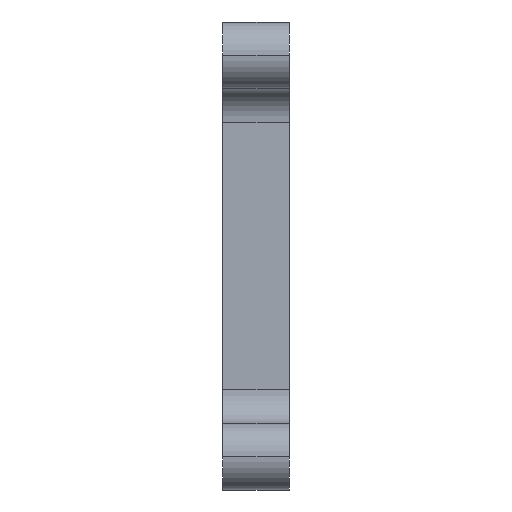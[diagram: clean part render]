
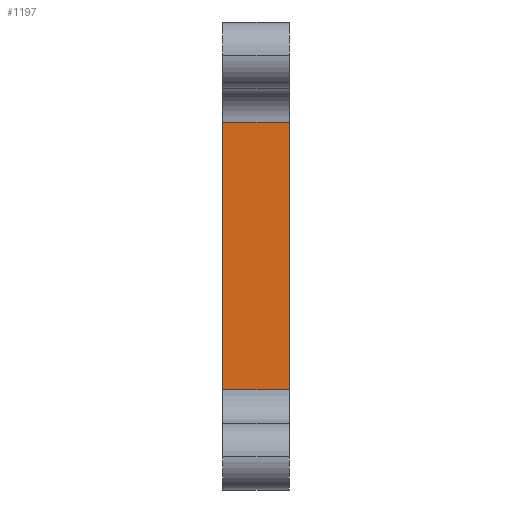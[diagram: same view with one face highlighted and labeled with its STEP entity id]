
A CAD part, left-side view. The second image highlights one B-rep face of the part: STEP entity #1197.
In plain terms, the highlighted planar face has unit normal (-1, 0, 0).
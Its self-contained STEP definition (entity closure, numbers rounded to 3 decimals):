
#28 = CARTESIAN_POINT ( 'NONE',  ( 0., 0., 20. ) ) ;
#29 = EDGE_CURVE ( 'NONE', #1403, #933, #1113, .T. ) ;
#104 = LINE ( 'NONE', #332, #334 ) ;
#118 = VECTOR ( 'NONE', #363, 1000. ) ;
#192 = VECTOR ( 'NONE', #1468, 1000. ) ;
#227 = LINE ( 'NONE', #1101, #331 ) ;
#228 = CARTESIAN_POINT ( 'NONE',  ( 0., 0., -20. ) ) ;
#292 = PLANE ( 'NONE',  #1057 ) ;
#302 = VERTEX_POINT ( 'NONE', #947 ) ;
#331 = VECTOR ( 'NONE', #1111, 1000. ) ;
#332 = CARTESIAN_POINT ( 'NONE',  ( 0., 0., -20. ) ) ;
#334 = VECTOR ( 'NONE', #451, 1000. ) ;
#351 = EDGE_CURVE ( 'NONE', #933, #302, #227, .T. ) ;
#363 = DIRECTION ( 'NONE',  ( 0., 0., 1. ) ) ;
#367 = ORIENTED_EDGE ( 'NONE', *, *, #402, .F. ) ;
#382 = EDGE_LOOP ( 'NONE', ( #473, #1222, #367, #578 ) ) ;
#402 = EDGE_CURVE ( 'NONE', #1495, #302, #1231, .T. ) ;
#451 = DIRECTION ( 'NONE',  ( 0., -1., 0. ) ) ;
#473 = ORIENTED_EDGE ( 'NONE', *, *, #29, .T. ) ;
#482 = CARTESIAN_POINT ( 'NONE',  ( 0., 10., -20. ) ) ;
#578 = ORIENTED_EDGE ( 'NONE', *, *, #667, .T. ) ;
#603 = CARTESIAN_POINT ( 'NONE',  ( 0., 0., -25. ) ) ;
#667 = EDGE_CURVE ( 'NONE', #1495, #1403, #104, .T. ) ;
#769 = DIRECTION ( 'NONE',  ( 0., 0., -1. ) ) ;
#791 = CARTESIAN_POINT ( 'NONE',  ( 0., 10., -25. ) ) ;
#933 = VERTEX_POINT ( 'NONE', #28 ) ;
#947 = CARTESIAN_POINT ( 'NONE',  ( 0., 10., 20. ) ) ;
#1057 = AXIS2_PLACEMENT_3D ( 'NONE', #791, #1303, #769 ) ;
#1101 = CARTESIAN_POINT ( 'NONE',  ( 0., 10., 20. ) ) ;
#1111 = DIRECTION ( 'NONE',  ( 0., 1., 0. ) ) ;
#1113 = LINE ( 'NONE', #603, #192 ) ;
#1197 = ADVANCED_FACE ( 'NONE', ( #1401 ), #292, .F. ) ;
#1222 = ORIENTED_EDGE ( 'NONE', *, *, #351, .T. ) ;
#1231 = LINE ( 'NONE', #1243, #118 ) ;
#1243 = CARTESIAN_POINT ( 'NONE',  ( 0., 10., -25. ) ) ;
#1303 = DIRECTION ( 'NONE',  ( 1., 0., 0. ) ) ;
#1401 = FACE_OUTER_BOUND ( 'NONE', #382, .T. ) ;
#1403 = VERTEX_POINT ( 'NONE', #228 ) ;
#1468 = DIRECTION ( 'NONE',  ( 0., 0., 1. ) ) ;
#1495 = VERTEX_POINT ( 'NONE', #482 ) ;
